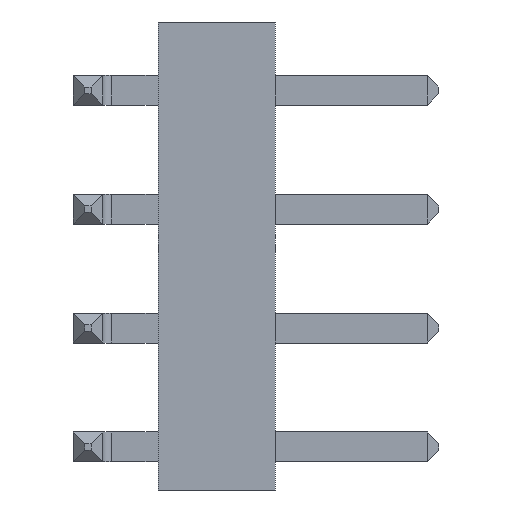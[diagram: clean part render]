
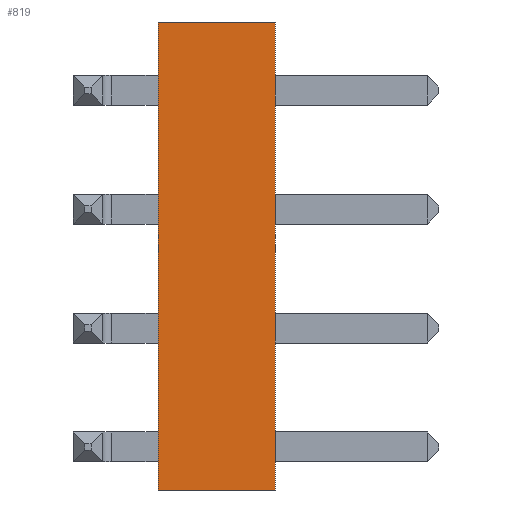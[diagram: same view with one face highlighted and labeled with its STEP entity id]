
A CAD part, left-side view. The second image highlights one B-rep face of the part: STEP entity #819.
In plain terms, the highlighted planar face has unit normal (-1, 0, 0).
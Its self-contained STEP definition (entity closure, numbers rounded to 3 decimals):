
#141 = VERTEX_POINT ( 'NONE', #336 ) ;
#159 = FACE_OUTER_BOUND ( 'NONE', #1122, .T. ) ;
#175 = CARTESIAN_POINT ( 'NONE',  ( -1.5, 1.25, 5. ) ) ;
#214 = DIRECTION ( 'NONE',  ( 1., 0., 0. ) ) ;
#228 = CARTESIAN_POINT ( 'NONE',  ( -1.5, 1.25, 5. ) ) ;
#250 = VECTOR ( 'NONE', #1425, 1000. ) ;
#293 = ORIENTED_EDGE ( 'NONE', *, *, #2183, .T. ) ;
#313 = EDGE_CURVE ( 'NONE', #2247, #434, #1270, .T. ) ;
#336 = CARTESIAN_POINT ( 'NONE',  ( -1.5, -1.25, -5. ) ) ;
#434 = VERTEX_POINT ( 'NONE', #2082 ) ;
#516 = VERTEX_POINT ( 'NONE', #2155 ) ;
#572 = ORIENTED_EDGE ( 'NONE', *, *, #313, .F. ) ;
#632 = CARTESIAN_POINT ( 'NONE',  ( -1.5, 1.25, -5. ) ) ;
#819 = ADVANCED_FACE ( 'NONE', ( #159 ), #2008, .F. ) ;
#925 = AXIS2_PLACEMENT_3D ( 'NONE', #2224, #214, #1621 ) ;
#1066 = ORIENTED_EDGE ( 'NONE', *, *, #1866, .F. ) ;
#1068 = DIRECTION ( 'NONE',  ( 0., 0., -1. ) ) ;
#1122 = EDGE_LOOP ( 'NONE', ( #1793, #1066, #572, #293 ) ) ;
#1270 = LINE ( 'NONE', #228, #250 ) ;
#1291 = EDGE_CURVE ( 'NONE', #516, #141, #1690, .T. ) ;
#1425 = DIRECTION ( 'NONE',  ( 0., -1., 0. ) ) ;
#1621 = DIRECTION ( 'NONE',  ( 0., 0., -1. ) ) ;
#1655 = VECTOR ( 'NONE', #1657, 1000. ) ;
#1657 = DIRECTION ( 'NONE',  ( 0., -1., 0. ) ) ;
#1690 = LINE ( 'NONE', #632, #1655 ) ;
#1762 = LINE ( 'NONE', #2060, #2625 ) ;
#1793 = ORIENTED_EDGE ( 'NONE', *, *, #1291, .T. ) ;
#1866 = EDGE_CURVE ( 'NONE', #434, #141, #1762, .T. ) ;
#1965 = CARTESIAN_POINT ( 'NONE',  ( -1.5, 1.25, 5. ) ) ;
#1994 = DIRECTION ( 'NONE',  ( 0., 0., -1. ) ) ;
#2008 = PLANE ( 'NONE',  #925 ) ;
#2060 = CARTESIAN_POINT ( 'NONE',  ( -1.5, -1.25, 5. ) ) ;
#2073 = LINE ( 'NONE', #1965, #2496 ) ;
#2082 = CARTESIAN_POINT ( 'NONE',  ( -1.5, -1.25, 5. ) ) ;
#2155 = CARTESIAN_POINT ( 'NONE',  ( -1.5, 1.25, -5. ) ) ;
#2183 = EDGE_CURVE ( 'NONE', #2247, #516, #2073, .T. ) ;
#2224 = CARTESIAN_POINT ( 'NONE',  ( -1.5, 1.25, 5. ) ) ;
#2247 = VERTEX_POINT ( 'NONE', #175 ) ;
#2496 = VECTOR ( 'NONE', #1994, 1000. ) ;
#2625 = VECTOR ( 'NONE', #1068, 1000. ) ;
